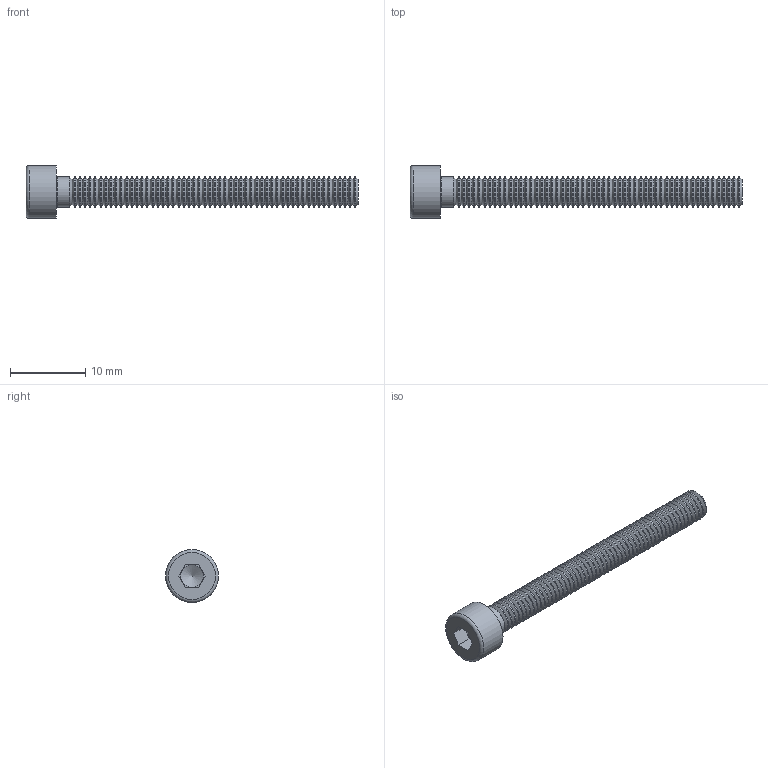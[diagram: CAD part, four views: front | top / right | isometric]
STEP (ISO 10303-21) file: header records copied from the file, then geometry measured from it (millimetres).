
FILE_DESCRIPTION (( 'STEP AP203' ), '1' );
FILE_NAME ('Âèíò ñ âíóòðåííèì øåñòèãðàííèêîì DIN912 M4õ40 (ïîëíàÿ ðåçüáà).STEP', '2024-02-27T06:20:45', ( '' ), ( '' ), 'SwSTEP 2.0', 'SolidWorks 2021', '' );
FILE_SCHEMA (( 'CONFIG_CONTROL_DESIGN' ));
Length unit declared in the file: millimetre
Products named in the file (1): Âèíò ñ âíóòðåííèì øåñòèãðàííèêîì DIN912 M4õ40 (ïîëíàÿ ðåçüáà)
Bounding box: 44 x 7 x 7 mm (x, y, z)
Volume: 568.4 mm3; surface area: 898.1 mm2
Topology: 1 solids, 1 shells, 186 faces, 376 edges, 193 vertices
Faces by surface type: cone 112, cylinder 57, plane 15, torus 2
Full cylindrical faces by diameter (mm): 4 x56, 7 x1
Entity records: 3889 total; most frequent: DIRECTION 754, CARTESIAN_POINT 579, ORIENTED_EDGE 404, AXIS2_PLACEMENT_3D 365, EDGE_LOOP 358, FACE_OUTER_BOUND 245, EDGE_CURVE 202, VERTEX_POINT 190
